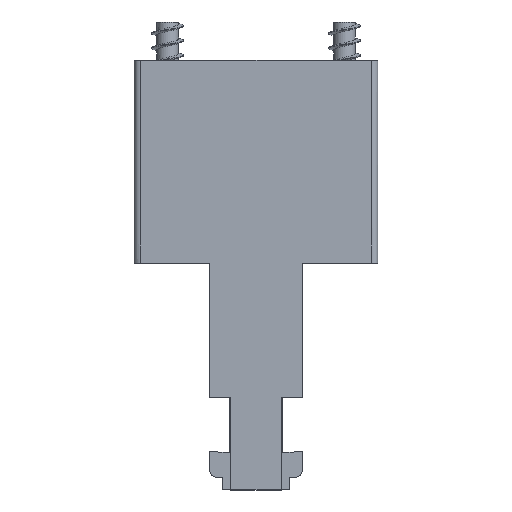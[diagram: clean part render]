
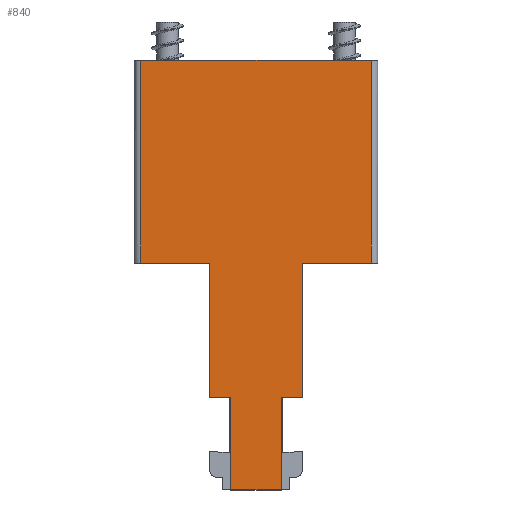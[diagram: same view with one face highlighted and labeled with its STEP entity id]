
A CAD part, front view. The second image highlights one B-rep face of the part: STEP entity #840.
In plain terms, the highlighted planar face has unit normal (0, -1, 0).
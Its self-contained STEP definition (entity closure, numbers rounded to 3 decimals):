
#840=ADVANCED_FACE('NONE',(#2020),#2021,.T.);
#2020=FACE_OUTER_BOUND('',#4287,.T.);
#2021=PLANE('',#4288);
#4287=EDGE_LOOP('',(#10919,#10920,#10921,#10922,#10923,#10924,#10925,#10926,#10927,#10928,#10929,#10930));
#4288=AXIS2_PLACEMENT_3D('',#10931,#10932,#10933);
#10919=ORIENTED_EDGE('',*,*,#14107,.T.);
#10920=ORIENTED_EDGE('',*,*,#14093,.T.);
#10921=ORIENTED_EDGE('',*,*,#14025,.T.);
#10922=ORIENTED_EDGE('',*,*,#14068,.T.);
#10923=ORIENTED_EDGE('',*,*,#13940,.T.);
#10924=ORIENTED_EDGE('',*,*,#13814,.T.);
#10925=ORIENTED_EDGE('',*,*,#13952,.T.);
#10926=ORIENTED_EDGE('',*,*,#13811,.T.);
#10927=ORIENTED_EDGE('',*,*,#13972,.T.);
#10928=ORIENTED_EDGE('',*,*,#13803,.T.);
#10929=ORIENTED_EDGE('',*,*,#13984,.T.);
#10930=ORIENTED_EDGE('',*,*,#14066,.T.);
#10931=CARTESIAN_POINT('',(-0.1,0.,-0.2));
#10932=DIRECTION('',(0.,-1.0,0.));
#10933=DIRECTION('',(-1.0,0.,0.0));
#13803=EDGE_CURVE('NONE',#16084,#16085,#16086,.T.);
#13811=EDGE_CURVE('NONE',#16098,#16096,#16099,.T.);
#13814=EDGE_CURVE('NONE',#16102,#16103,#16104,.T.);
#13940=EDGE_CURVE('NONE',#16281,#16102,#16282,.T.);
#13952=EDGE_CURVE('NONE',#16103,#16098,#16297,.T.);
#13972=EDGE_CURVE('NONE',#16096,#16084,#16323,.T.);
#13984=EDGE_CURVE('NONE',#16085,#16337,#16339,.T.);
#14025=EDGE_CURVE('NONE',#16383,#16388,#16390,.T.);
#14066=EDGE_CURVE('NONE',#16337,#16447,#16449,.T.);
#14068=EDGE_CURVE('NONE',#16388,#16281,#16451,.T.);
#14093=EDGE_CURVE('NONE',#16479,#16383,#16484,.T.);
#14107=EDGE_CURVE('NONE',#16447,#16479,#16500,.T.);
#16084=VERTEX_POINT('NONE',#21249);
#16085=VERTEX_POINT('NONE',#21250);
#16086=LINE('',#21251,#21252);
#16096=VERTEX_POINT('NONE',#21284);
#16098=VERTEX_POINT('NONE',#21287);
#16099=LINE('',#21288,#21289);
#16102=VERTEX_POINT('NONE',#21293);
#16103=VERTEX_POINT('NONE',#21294);
#16104=LINE('',#21295,#21296);
#16281=VERTEX_POINT('NONE',#21884);
#16282=LINE('',#21885,#21886);
#16297=LINE('',#21924,#21925);
#16323=LINE('',#22031,#22032);
#16337=VERTEX_POINT('NONE',#22068);
#16339=LINE('',#22071,#22072);
#16383=VERTEX_POINT('NONE',#22171);
#16388=VERTEX_POINT('NONE',#22182);
#16390=LINE('',#22199,#22200);
#16447=VERTEX_POINT('NONE',#22395);
#16449=LINE('',#22397,#22398);
#16451=LINE('',#22400,#22401);
#16479=VERTEX_POINT('NONE',#22622);
#16484=LINE('',#22648,#22649);
#16500=LINE('',#22680,#22681);
#21249=CARTESIAN_POINT('',(11.45,0.,7.2));
#21250=CARTESIAN_POINT('',(13.1,0.,7.2));
#21251=CARTESIAN_POINT('',(-0.1,0.,7.2));
#21252=VECTOR('',#27042,1000.0);
#21284=CARTESIAN_POINT('',(11.45,0.,0.));
#21287=CARTESIAN_POINT('',(7.55,0.,0.));
#21288=CARTESIAN_POINT('',(-0.1,0.,0.));
#21289=VECTOR('',#27047,1000.0);
#21293=CARTESIAN_POINT('',(5.9,0.,7.2));
#21294=CARTESIAN_POINT('',(7.55,0.,7.2));
#21295=CARTESIAN_POINT('',(-0.1,0.,7.2));
#21296=VECTOR('',#27049,1000.0);
#21884=CARTESIAN_POINT('',(5.9,0.,17.7));
#21885=CARTESIAN_POINT('',(5.9,0.,-0.2));
#21886=VECTOR('',#27097,1000.0);
#21924=CARTESIAN_POINT('',(7.55,0.,-0.2));
#21925=VECTOR('',#27103,1000.0);
#22031=CARTESIAN_POINT('',(11.45,0.,-0.2));
#22032=VECTOR('',#27113,1000.0);
#22068=CARTESIAN_POINT('',(13.1,0.,17.7));
#22071=CARTESIAN_POINT('',(13.1,0.,-0.2));
#22072=VECTOR('',#27119,1000.0);
#22171=CARTESIAN_POINT('',(0.5,0.,33.5));
#22182=CARTESIAN_POINT('',(0.5,0.,17.7));
#22199=CARTESIAN_POINT('',(0.5,0.,-0.2));
#22200=VECTOR('',#27137,1000.0);
#22395=CARTESIAN_POINT('',(18.5,0.,17.7));
#22397=CARTESIAN_POINT('',(-0.1,0.,17.7));
#22398=VECTOR('',#27156,1000.0);
#22400=CARTESIAN_POINT('',(-0.1,0.,17.7));
#22401=VECTOR('',#27157,1000.0);
#22622=CARTESIAN_POINT('',(18.5,0.,33.5));
#22648=CARTESIAN_POINT('',(-0.1,0.,33.5));
#22649=VECTOR('',#27164,1000.0);
#22680=CARTESIAN_POINT('',(18.5,0.,-0.2));
#22681=VECTOR('',#27170,1000.0);
#27042=DIRECTION('',(1.0,0.,0.));
#27047=DIRECTION('',(1.0,0.,0.));
#27049=DIRECTION('',(1.0,0.,0.));
#27097=DIRECTION('',(0.,0.,-1.0));
#27103=DIRECTION('',(0.,0.,-1.0));
#27113=DIRECTION('',(0.,0.,1.0));
#27119=DIRECTION('',(0.,0.,1.0));
#27137=DIRECTION('',(0.,0.,-1.0));
#27156=DIRECTION('',(1.0,0.,0.));
#27157=DIRECTION('',(1.0,0.,0.));
#27164=DIRECTION('',(-1.0,0.,0.));
#27170=DIRECTION('',(0.,0.,1.0));
